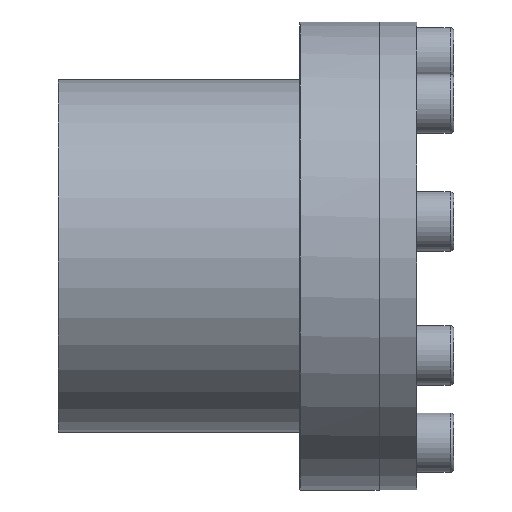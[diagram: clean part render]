
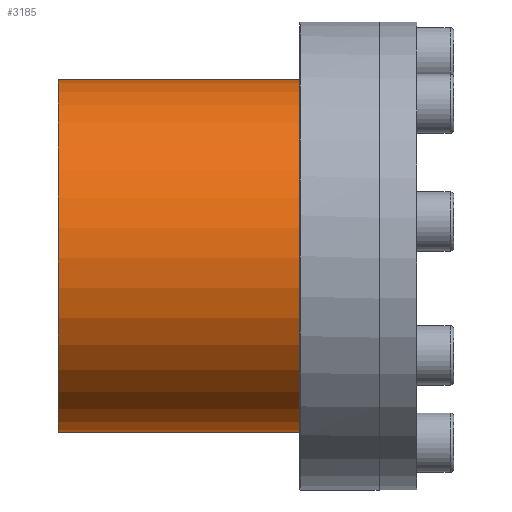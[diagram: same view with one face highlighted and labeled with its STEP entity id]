
A CAD part, left-side view. The second image highlights one B-rep face of the part: STEP entity #3185.
In plain terms, the highlighted cylindrical face has radius 47.5 mm (diameter 95 mm), a partial arc.
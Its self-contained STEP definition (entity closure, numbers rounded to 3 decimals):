
#361=CYLINDRICAL_SURFACE('',#3466,47.5);
#542=VECTOR('',#3933,1.);
#555=VECTOR('',#3955,1.);
#672=LINE('',#4876,#542);
#685=LINE('',#4918,#555);
#807=VERTEX_POINT('',#4843);
#809=VERTEX_POINT('',#4847);
#816=VERTEX_POINT('',#4877);
#831=VERTEX_POINT('',#4917);
#1065=CIRCLE('',#3438,47.5);
#1079=CIRCLE('',#3465,47.5);
#1258=EDGE_CURVE('',#809,#807,#1065,.T.);
#1268=EDGE_CURVE('',#807,#816,#672,.F.);
#1285=EDGE_CURVE('',#831,#809,#685,.T.);
#1298=EDGE_CURVE('',#831,#816,#1079,.T.);
#1705=ORIENTED_EDGE('',*,*,#1268,.F.);
#1706=ORIENTED_EDGE('',*,*,#1258,.F.);
#1707=ORIENTED_EDGE('',*,*,#1285,.F.);
#1708=ORIENTED_EDGE('',*,*,#1298,.T.);
#2417=EDGE_LOOP('',(#1705,#1706,#1707,#1708));
#2808=FACE_BOUND('',#2417,.T.);
#3185=ADVANCED_FACE('',(#2808),#361,.T.);
#3438=AXIS2_PLACEMENT_3D('',#4848,#3917,#3918);
#3465=AXIS2_PLACEMENT_3D('',#4946,#3987,#3988);
#3466=AXIS2_PLACEMENT_3D('',#4947,#3989,#3990);
#3917=DIRECTION('',(0.,-1.,0.));
#3918=DIRECTION('',(0.,0.,-47.5));
#3933=DIRECTION('',(0.,-1.,0.));
#3955=DIRECTION('',(0.,-1.,0.));
#3987=DIRECTION('',(0.,-1.,0.));
#3988=DIRECTION('',(0.,0.,-47.5));
#3989=DIRECTION('',(0.,1.,0.));
#3990=DIRECTION('',(0.,0.,-47.5));
#4843=CARTESIAN_POINT('',(17.515,31.5,44.153));
#4847=CARTESIAN_POINT('',(14.964,31.5,45.081));
#4848=CARTESIAN_POINT('',(0.,31.5,0.));
#4876=CARTESIAN_POINT('',(17.515,-60.,44.153));
#4877=CARTESIAN_POINT('',(17.515,96.5,44.153));
#4917=CARTESIAN_POINT('',(14.964,96.5,45.081));
#4918=CARTESIAN_POINT('',(14.964,-60.,45.081));
#4946=CARTESIAN_POINT('',(0.,96.5,0.));
#4947=CARTESIAN_POINT('',(0.,-60.,0.));
